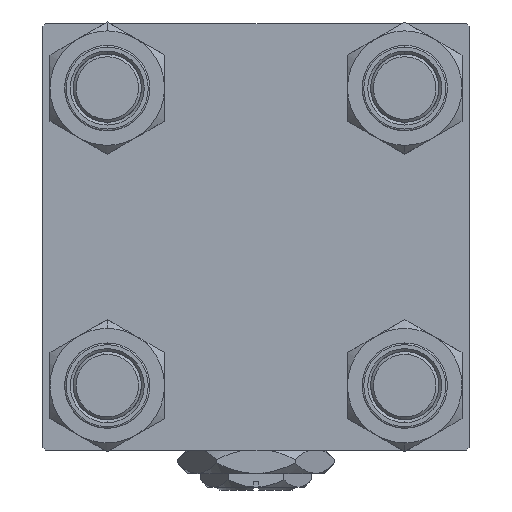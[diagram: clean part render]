
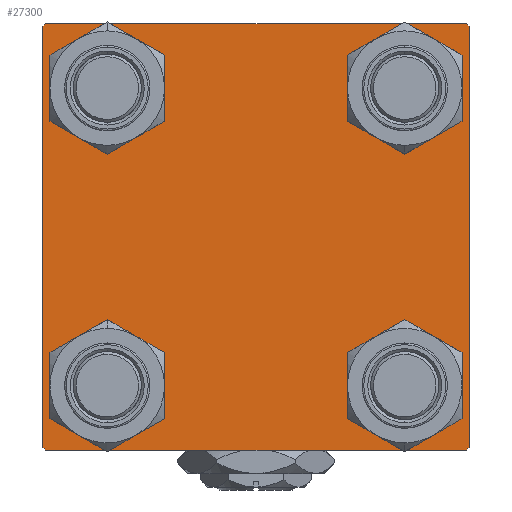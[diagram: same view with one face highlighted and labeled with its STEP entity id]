
A CAD part, left-side view. The second image highlights one B-rep face of the part: STEP entity #27300.
In plain terms, the highlighted planar face has unit normal (-1, 0, 0).
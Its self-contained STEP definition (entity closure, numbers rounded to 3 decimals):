
#689 = DIRECTION ( 'NONE',  ( -1., 0., 0. ) ) ;
#950 = FACE_BOUND ( 'NONE', #48267, .T. ) ;
#1637 = VERTEX_POINT ( 'NONE', #24378 ) ;
#1779 = CARTESIAN_POINT ( 'NONE',  ( 0., 26.15, 26.15 ) ) ;
#1886 = AXIS2_PLACEMENT_3D ( 'NONE', #17569, #17837, #42979 ) ;
#1941 = VERTEX_POINT ( 'NONE', #39140 ) ;
#2127 = VECTOR ( 'NONE', #24779, 1000. ) ;
#2174 = CIRCLE ( 'NONE', #8067, 6.5 ) ;
#2266 = CARTESIAN_POINT ( 'NONE',  ( 0., 26.15, -26.15 ) ) ;
#2803 = CARTESIAN_POINT ( 'NONE',  ( 0., -37., 37.5 ) ) ;
#3376 = EDGE_CURVE ( 'NONE', #38557, #39573, #32386, .T. ) ;
#3631 = CARTESIAN_POINT ( 'NONE',  ( 0., -37., -37.5 ) ) ;
#4668 = FACE_BOUND ( 'NONE', #21187, .T. ) ;
#5121 = CARTESIAN_POINT ( 'NONE',  ( 0., -37.5, -37. ) ) ;
#5737 = VECTOR ( 'NONE', #42824, 1000. ) ;
#5806 = VERTEX_POINT ( 'NONE', #3631 ) ;
#5861 = EDGE_CURVE ( 'NONE', #5806, #39333, #49145, .T. ) ;
#5927 = EDGE_CURVE ( 'NONE', #9880, #5806, #33244, .T. ) ;
#6494 = VERTEX_POINT ( 'NONE', #36825 ) ;
#6946 = EDGE_CURVE ( 'NONE', #37211, #9880, #36133, .T. ) ;
#7239 = CIRCLE ( 'NONE', #29227, 6.5 ) ;
#7593 = CARTESIAN_POINT ( 'NONE',  ( 0., 37.5, 37.5 ) ) ;
#8067 = AXIS2_PLACEMENT_3D ( 'NONE', #1779, #10777, #38334 ) ;
#8105 = ORIENTED_EDGE ( 'NONE', *, *, #6946, .T. ) ;
#8111 = DIRECTION ( 'NONE',  ( 0., -1., 0. ) ) ;
#8161 = VERTEX_POINT ( 'NONE', #21964 ) ;
#8547 = DIRECTION ( 'NONE',  ( 0., 0.707, -0.707 ) ) ;
#8638 = FACE_BOUND ( 'NONE', #16949, .T. ) ;
#8886 = CIRCLE ( 'NONE', #23277, 6.5 ) ;
#8899 = FACE_BOUND ( 'NONE', #29924, .T. ) ;
#8958 = CARTESIAN_POINT ( 'NONE',  ( 0., 37., 37.5 ) ) ;
#9525 = VERTEX_POINT ( 'NONE', #47272 ) ;
#9544 = EDGE_LOOP ( 'NONE', ( #13446, #8105, #35913, #32530, #47881, #11448, #29851, #23802 ) ) ;
#9547 = AXIS2_PLACEMENT_3D ( 'NONE', #9900, #33463, #45667 ) ;
#9880 = VERTEX_POINT ( 'NONE', #31565 ) ;
#9900 = CARTESIAN_POINT ( 'NONE',  ( 0., -26.15, -26.15 ) ) ;
#9963 = CARTESIAN_POINT ( 'NONE',  ( 0., -26.15, -26.15 ) ) ;
#10730 = DIRECTION ( 'NONE',  ( 1., 0., 0. ) ) ;
#10777 = DIRECTION ( 'NONE',  ( 1., 0., 0. ) ) ;
#11448 = ORIENTED_EDGE ( 'NONE', *, *, #45641, .T. ) ;
#12535 = VECTOR ( 'NONE', #8111, 1000. ) ;
#13148 = DIRECTION ( 'NONE',  ( 0., 0., -1. ) ) ;
#13446 = ORIENTED_EDGE ( 'NONE', *, *, #28113, .T. ) ;
#13945 = DIRECTION ( 'NONE',  ( 1., 0., 0. ) ) ;
#14303 = DIRECTION ( 'NONE',  ( 0., 0.707, 0.707 ) ) ;
#14925 = ORIENTED_EDGE ( 'NONE', *, *, #3376, .T. ) ;
#16348 = AXIS2_PLACEMENT_3D ( 'NONE', #43579, #19474, #23707 ) ;
#16861 = ORIENTED_EDGE ( 'NONE', *, *, #26263, .T. ) ;
#16949 = EDGE_LOOP ( 'NONE', ( #39400, #36503 ) ) ;
#17510 = CARTESIAN_POINT ( 'NONE',  ( 0., -26.15, -32.65 ) ) ;
#17569 = CARTESIAN_POINT ( 'NONE',  ( 0., -26.15, 26.15 ) ) ;
#17652 = DIRECTION ( 'NONE',  ( 0., 0., 1. ) ) ;
#17837 = DIRECTION ( 'NONE',  ( 1., 0., 0. ) ) ;
#18558 = LINE ( 'NONE', #43176, #41851 ) ;
#18948 = ORIENTED_EDGE ( 'NONE', *, *, #38048, .T. ) ;
#19067 = LINE ( 'NONE', #46093, #33019 ) ;
#19332 = VERTEX_POINT ( 'NONE', #2803 ) ;
#19475 = CARTESIAN_POINT ( 'NONE',  ( 0., 37.25, -37.25 ) ) ;
#19474 = DIRECTION ( 'NONE',  ( 1., 0., 0. ) ) ;
#21187 = EDGE_LOOP ( 'NONE', ( #18948, #16861 ) ) ;
#21402 = ORIENTED_EDGE ( 'NONE', *, *, #32247, .T. ) ;
#21964 = CARTESIAN_POINT ( 'NONE',  ( 0., -37.5, 37. ) ) ;
#22186 = CARTESIAN_POINT ( 'NONE',  ( 0., -26.15, 32.65 ) ) ;
#23277 = AXIS2_PLACEMENT_3D ( 'NONE', #30611, #13945, #26106 ) ;
#23561 = VERTEX_POINT ( 'NONE', #44998 ) ;
#23707 = DIRECTION ( 'NONE',  ( 0., 0., 1. ) ) ;
#23802 = ORIENTED_EDGE ( 'NONE', *, *, #25357, .T. ) ;
#24378 = CARTESIAN_POINT ( 'NONE',  ( 0., 37.5, 37. ) ) ;
#24424 = CIRCLE ( 'NONE', #31193, 6.5 ) ;
#24659 = CARTESIAN_POINT ( 'NONE',  ( 0., -26.15, -19.65 ) ) ;
#24779 = DIRECTION ( 'NONE',  ( 0., -0.707, 0.707 ) ) ;
#24963 = CARTESIAN_POINT ( 'NONE',  ( 0., 37.25, 37.25 ) ) ;
#25200 = AXIS2_PLACEMENT_3D ( 'NONE', #9963, #25585, #17652 ) ;
#25357 = EDGE_CURVE ( 'NONE', #38993, #1637, #32655, .T. ) ;
#25585 = DIRECTION ( 'NONE',  ( 1., 0., 0. ) ) ;
#26106 = DIRECTION ( 'NONE',  ( 0., 0., 1. ) ) ;
#26263 = EDGE_CURVE ( 'NONE', #44681, #23561, #29002, .T. ) ;
#26425 = DIRECTION ( 'NONE',  ( 0., -0.707, -0.707 ) ) ;
#26496 = ORIENTED_EDGE ( 'NONE', *, *, #40264, .T. ) ;
#26506 = DIRECTION ( 'NONE',  ( 0., 0., -1. ) ) ;
#27300 = ADVANCED_FACE ( 'NONE', ( #8638, #950, #4668, #8899, #36973 ), #48901, .T. ) ;
#28004 = CARTESIAN_POINT ( 'NONE',  ( 0., 0., 0. ) ) ;
#28113 = EDGE_CURVE ( 'NONE', #1637, #37211, #40691, .T. ) ;
#28966 = VECTOR ( 'NONE', #8547, 1000. ) ;
#29002 = CIRCLE ( 'NONE', #16348, 6.5 ) ;
#29227 = AXIS2_PLACEMENT_3D ( 'NONE', #42770, #10730, #35091 ) ;
#29851 = ORIENTED_EDGE ( 'NONE', *, *, #36405, .F. ) ;
#29924 = EDGE_LOOP ( 'NONE', ( #21402, #50853 ) ) ;
#30379 = EDGE_CURVE ( 'NONE', #8161, #39333, #18558, .T. ) ;
#30611 = CARTESIAN_POINT ( 'NONE',  ( 0., 26.15, 26.15 ) ) ;
#30650 = LINE ( 'NONE', #7593, #5737 ) ;
#30882 = EDGE_CURVE ( 'NONE', #1941, #9525, #8886, .T. ) ;
#31193 = AXIS2_PLACEMENT_3D ( 'NONE', #2266, #34839, #42521 ) ;
#31565 = CARTESIAN_POINT ( 'NONE',  ( 0., 37., -37.5 ) ) ;
#31609 = EDGE_CURVE ( 'NONE', #36306, #6494, #7239, .T. ) ;
#32247 = EDGE_CURVE ( 'NONE', #9525, #1941, #2174, .T. ) ;
#32386 = CIRCLE ( 'NONE', #9547, 6.5 ) ;
#32530 = ORIENTED_EDGE ( 'NONE', *, *, #5861, .T. ) ;
#32655 = LINE ( 'NONE', #24963, #28966 ) ;
#33019 = VECTOR ( 'NONE', #14303, 1000. ) ;
#33244 = LINE ( 'NONE', #48373, #12535 ) ;
#33463 = DIRECTION ( 'NONE',  ( 1., 0., 0. ) ) ;
#34839 = DIRECTION ( 'NONE',  ( 1., 0., 0. ) ) ;
#35091 = DIRECTION ( 'NONE',  ( 0., 0., 1. ) ) ;
#35913 = ORIENTED_EDGE ( 'NONE', *, *, #5927, .T. ) ;
#36133 = LINE ( 'NONE', #19475, #46353 ) ;
#36306 = VERTEX_POINT ( 'NONE', #22186 ) ;
#36313 = CARTESIAN_POINT ( 'NONE',  ( 0., 37.5, -37. ) ) ;
#36405 = EDGE_CURVE ( 'NONE', #38993, #19332, #30650, .T. ) ;
#36503 = ORIENTED_EDGE ( 'NONE', *, *, #50389, .T. ) ;
#36825 = CARTESIAN_POINT ( 'NONE',  ( 0., -26.15, 19.65 ) ) ;
#36973 = FACE_OUTER_BOUND ( 'NONE', #9544, .T. ) ;
#37211 = VERTEX_POINT ( 'NONE', #36313 ) ;
#37484 = CARTESIAN_POINT ( 'NONE',  ( 0., -37.25, -37.25 ) ) ;
#38048 = EDGE_CURVE ( 'NONE', #23561, #44681, #24424, .T. ) ;
#38334 = DIRECTION ( 'NONE',  ( 0., 0., 1. ) ) ;
#38557 = VERTEX_POINT ( 'NONE', #24659 ) ;
#38993 = VERTEX_POINT ( 'NONE', #8958 ) ;
#39140 = CARTESIAN_POINT ( 'NONE',  ( 0., 26.15, 19.65 ) ) ;
#39333 = VERTEX_POINT ( 'NONE', #5121 ) ;
#39400 = ORIENTED_EDGE ( 'NONE', *, *, #31609, .T. ) ;
#39497 = CARTESIAN_POINT ( 'NONE',  ( 0., 26.15, -32.65 ) ) ;
#39573 = VERTEX_POINT ( 'NONE', #17510 ) ;
#40264 = EDGE_CURVE ( 'NONE', #39573, #38557, #48073, .T. ) ;
#40691 = LINE ( 'NONE', #49441, #51952 ) ;
#41851 = VECTOR ( 'NONE', #26506, 1000. ) ;
#42489 = CIRCLE ( 'NONE', #1886, 6.5 ) ;
#42521 = DIRECTION ( 'NONE',  ( 0., 0., 1. ) ) ;
#42770 = CARTESIAN_POINT ( 'NONE',  ( 0., -26.15, 26.15 ) ) ;
#42824 = DIRECTION ( 'NONE',  ( 0., -1., 0. ) ) ;
#42979 = DIRECTION ( 'NONE',  ( 0., 0., 1. ) ) ;
#43176 = CARTESIAN_POINT ( 'NONE',  ( 0., -37.5, 37.5 ) ) ;
#43579 = CARTESIAN_POINT ( 'NONE',  ( 0., 26.15, -26.15 ) ) ;
#44681 = VERTEX_POINT ( 'NONE', #39497 ) ;
#44998 = CARTESIAN_POINT ( 'NONE',  ( 0., 26.15, -19.65 ) ) ;
#45641 = EDGE_CURVE ( 'NONE', #8161, #19332, #19067, .T. ) ;
#45667 = DIRECTION ( 'NONE',  ( 0., 0., 1. ) ) ;
#46002 = AXIS2_PLACEMENT_3D ( 'NONE', #28004, #689, #49164 ) ;
#46093 = CARTESIAN_POINT ( 'NONE',  ( 0., -37.25, 37.25 ) ) ;
#46353 = VECTOR ( 'NONE', #26425, 1000. ) ;
#47272 = CARTESIAN_POINT ( 'NONE',  ( 0., 26.15, 32.65 ) ) ;
#47881 = ORIENTED_EDGE ( 'NONE', *, *, #30379, .F. ) ;
#48073 = CIRCLE ( 'NONE', #25200, 6.5 ) ;
#48267 = EDGE_LOOP ( 'NONE', ( #14925, #26496 ) ) ;
#48373 = CARTESIAN_POINT ( 'NONE',  ( 0., 37.5, -37.5 ) ) ;
#48901 = PLANE ( 'NONE',  #46002 ) ;
#49145 = LINE ( 'NONE', #37484, #2127 ) ;
#49164 = DIRECTION ( 'NONE',  ( 0., 0., 1. ) ) ;
#49441 = CARTESIAN_POINT ( 'NONE',  ( 0., 37.5, 37.5 ) ) ;
#50389 = EDGE_CURVE ( 'NONE', #6494, #36306, #42489, .T. ) ;
#50853 = ORIENTED_EDGE ( 'NONE', *, *, #30882, .T. ) ;
#51952 = VECTOR ( 'NONE', #13148, 1000. ) ;
